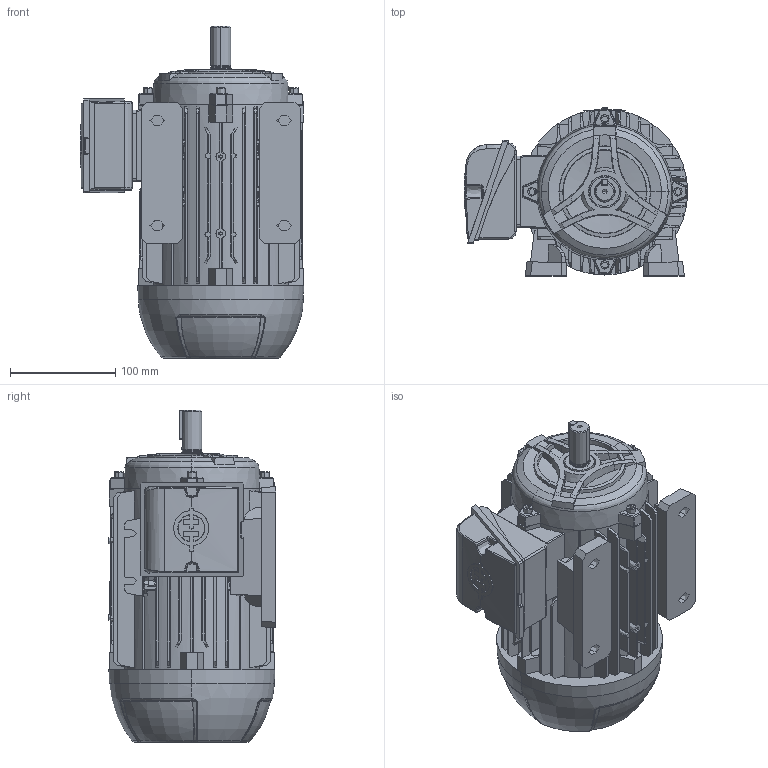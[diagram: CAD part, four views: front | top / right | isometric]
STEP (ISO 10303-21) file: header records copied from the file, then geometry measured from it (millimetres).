
FILE_DESCRIPTION (( 'STEP AP203' ), '1' );
FILE_NAME ('IEC80 B3D.STEP', '2021-11-04T19:23:19', ( '' ), ( '' ), 'SwSTEP 2.0', 'SolidWorks 2018', '' );
FILE_SCHEMA (( 'CONFIG_CONTROL_DESIGN' ));
Length unit declared in the file: millimetre
Products named in the file (31): Parafuso Altracs M5; 500014957B; 105007077; EIXO IEC 80_50.5087.043; 105006100; 105033022; 500014959; 105032001; IEC80  B3D; 500014959_10.5007.078; 105011241; 105006080; 105006175_50.5307.039; 105032001_10.5032.006-6-6x28; 105006080_505007993; 105006175; 105006100_505007461; Parafuso Altracs M5_10.5011.286 x 22; 500014957B_10.5007.074; 105024-PLACA DE DADOS; EIXO IEC 80; 105024-PLACA DE DADOS_10.5024.424
Assembly tree (19 placements, depth 2):
  Parafuso Altracs M5
  Parafuso Altracs M5
  500014957B
  105006100
  Parafuso Altracs M5
Bounding box: 212.79 x 159.85 x 316 mm (x, y, z)
Volume: 4668042.1 mm3; surface area: 446836.3 mm2
Topology: 19 solids, 19 shells, 2094 faces, 5524 edges, 3543 vertices
Faces by surface type: plane 991, cylinder 413, cone 298, bspline 249, torus 93, sphere 50
Entity records: 73598 total; most frequent: CARTESIAN_POINT 26510, ORIENTED_EDGE 10122, DIRECTION 8117, EDGE_CURVE 5061, VERTEX_POINT 3268, AXIS2_PLACEMENT_3D 2745, VECTOR 2627, LINE 2627
